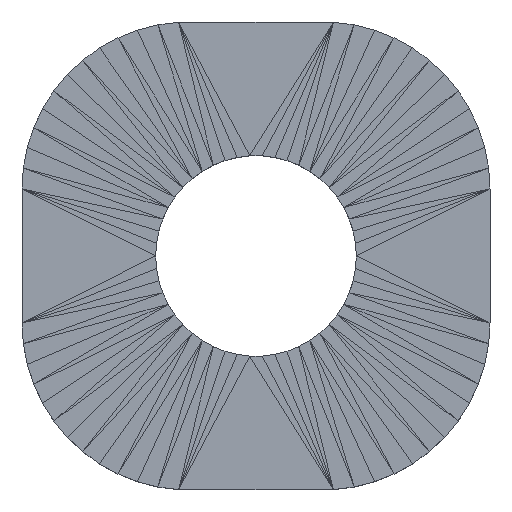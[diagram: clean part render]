
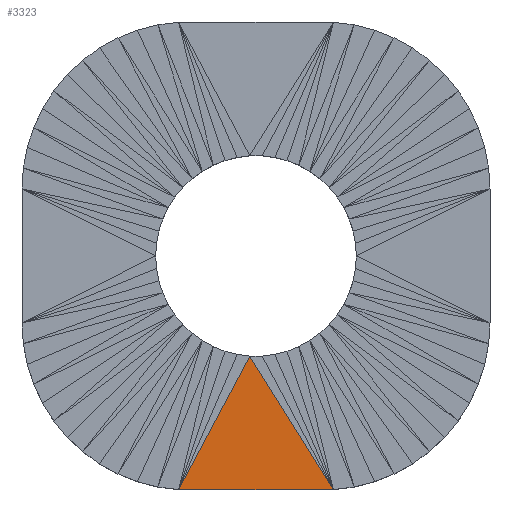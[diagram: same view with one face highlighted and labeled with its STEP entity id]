
A CAD part, top view. The second image highlights one B-rep face of the part: STEP entity #3323.
In plain terms, the highlighted planar face has unit normal (0, 0, 1).
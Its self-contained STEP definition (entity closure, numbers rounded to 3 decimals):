
#3097 = VERTEX_POINT('',#3098);
#3098 = CARTESIAN_POINT('',(-1.157,-3.495,1.5));
#3153 = EDGE_CURVE('',#3097,#3154,#3156,.T.);
#3154 = VERTEX_POINT('',#3155);
#3155 = CARTESIAN_POINT('',(-0.094,-1.497,1.5));
#3156 = SURFACE_CURVE('',#3157,(#3161,#3173),.PCURVE_S1.);
#3157 = LINE('',#3158,#3159);
#3158 = CARTESIAN_POINT('',(-1.157,-3.495,1.5));
#3159 = VECTOR('',#3160,1.);
#3160 = DIRECTION('',(0.47,0.883,0.));
#3161 = PCURVE('',#3162,#3167);
#3162 = PLANE('',#3163);
#3163 = AXIS2_PLACEMENT_3D('',#3164,#3165,#3166);
#3164 = CARTESIAN_POINT('',(-0.652,-2.45,1.5));
#3165 = DIRECTION('',(0.,0.,1.));
#3166 = DIRECTION('',(1.,0.,-0.));
#3167 = DEFINITIONAL_REPRESENTATION('',(#3168),#3172);
#3168 = LINE('',#3169,#3170);
#3169 = CARTESIAN_POINT('',(-0.505,-1.046));
#3170 = VECTOR('',#3171,1.);
#3171 = DIRECTION('',(0.47,0.883));
#3172 = ( GEOMETRIC_REPRESENTATION_CONTEXT(2) 
PARAMETRIC_REPRESENTATION_CONTEXT() REPRESENTATION_CONTEXT('2D SPACE',''
  ) );
#3173 = PCURVE('',#3174,#3179);
#3174 = PLANE('',#3175);
#3175 = AXIS2_PLACEMENT_3D('',#3176,#3177,#3178);
#3176 = CARTESIAN_POINT('',(-0.024,-2.829,1.5));
#3177 = DIRECTION('',(0.,0.,1.));
#3178 = DIRECTION('',(1.,0.,0.));
#3179 = DEFINITIONAL_REPRESENTATION('',(#3180),#3184);
#3180 = LINE('',#3181,#3182);
#3181 = CARTESIAN_POINT('',(-1.133,-0.666));
#3182 = VECTOR('',#3183,1.);
#3183 = DIRECTION('',(0.47,0.883));
#3184 = ( GEOMETRIC_REPRESENTATION_CONTEXT(2) 
PARAMETRIC_REPRESENTATION_CONTEXT() REPRESENTATION_CONTEXT('2D SPACE',''
  ) );
#3323 = ADVANCED_FACE('',(#3324),#3174,.T.);
#3324 = FACE_BOUND('',#3325,.T.);
#3325 = EDGE_LOOP('',(#3326,#3327,#3355));
#3326 = ORIENTED_EDGE('',*,*,#3153,.F.);
#3327 = ORIENTED_EDGE('',*,*,#3328,.T.);
#3328 = EDGE_CURVE('',#3097,#3329,#3331,.T.);
#3329 = VERTEX_POINT('',#3330);
#3330 = CARTESIAN_POINT('',(1.157,-3.495,1.5));
#3331 = SURFACE_CURVE('',#3332,(#3336,#3343),.PCURVE_S1.);
#3332 = LINE('',#3333,#3334);
#3333 = CARTESIAN_POINT('',(-1.157,-3.495,1.5));
#3334 = VECTOR('',#3335,1.);
#3335 = DIRECTION('',(1.,0.,0.));
#3336 = PCURVE('',#3174,#3337);
#3337 = DEFINITIONAL_REPRESENTATION('',(#3338),#3342);
#3338 = LINE('',#3339,#3340);
#3339 = CARTESIAN_POINT('',(-1.133,-0.666));
#3340 = VECTOR('',#3341,1.);
#3341 = DIRECTION('',(1.,0.));
#3342 = ( GEOMETRIC_REPRESENTATION_CONTEXT(2) 
PARAMETRIC_REPRESENTATION_CONTEXT() REPRESENTATION_CONTEXT('2D SPACE',''
  ) );
#3343 = PCURVE('',#3344,#3349);
#3344 = PLANE('',#3345);
#3345 = AXIS2_PLACEMENT_3D('',#3346,#3347,#3348);
#3346 = CARTESIAN_POINT('',(-0.264,-3.495,
    1.014));
#3347 = DIRECTION('',(0.,-1.,0.));
#3348 = DIRECTION('',(0.,0.,-1.));
#3349 = DEFINITIONAL_REPRESENTATION('',(#3350),#3354);
#3350 = LINE('',#3351,#3352);
#3351 = CARTESIAN_POINT('',(-0.486,-0.893));
#3352 = VECTOR('',#3353,1.);
#3353 = DIRECTION('',(0.,1.));
#3354 = ( GEOMETRIC_REPRESENTATION_CONTEXT(2) 
PARAMETRIC_REPRESENTATION_CONTEXT() REPRESENTATION_CONTEXT('2D SPACE',''
  ) );
#3355 = ORIENTED_EDGE('',*,*,#3356,.F.);
#3356 = EDGE_CURVE('',#3154,#3329,#3357,.T.);
#3357 = SURFACE_CURVE('',#3358,(#3362,#3369),.PCURVE_S1.);
#3358 = LINE('',#3359,#3360);
#3359 = CARTESIAN_POINT('',(-0.094,-1.497,1.5));
#3360 = VECTOR('',#3361,1.);
#3361 = DIRECTION('',(0.531,-0.848,0.));
#3362 = PCURVE('',#3174,#3363);
#3363 = DEFINITIONAL_REPRESENTATION('',(#3364),#3368);
#3364 = LINE('',#3365,#3366);
#3365 = CARTESIAN_POINT('',(-0.071,1.332));
#3366 = VECTOR('',#3367,1.);
#3367 = DIRECTION('',(0.531,-0.848));
#3368 = ( GEOMETRIC_REPRESENTATION_CONTEXT(2) 
PARAMETRIC_REPRESENTATION_CONTEXT() REPRESENTATION_CONTEXT('2D SPACE',''
  ) );
#3369 = PCURVE('',#3370,#3375);
#3370 = PLANE('',#3371);
#3371 = AXIS2_PLACEMENT_3D('',#3372,#3373,#3374);
#3372 = CARTESIAN_POINT('',(0.555,-2.457,1.5));
#3373 = DIRECTION('',(0.,0.,1.));
#3374 = DIRECTION('',(1.,0.,-0.));
#3375 = DEFINITIONAL_REPRESENTATION('',(#3376),#3380);
#3376 = LINE('',#3377,#3378);
#3377 = CARTESIAN_POINT('',(-0.649,0.96));
#3378 = VECTOR('',#3379,1.);
#3379 = DIRECTION('',(0.531,-0.848));
#3380 = ( GEOMETRIC_REPRESENTATION_CONTEXT(2) 
PARAMETRIC_REPRESENTATION_CONTEXT() REPRESENTATION_CONTEXT('2D SPACE',''
  ) );
